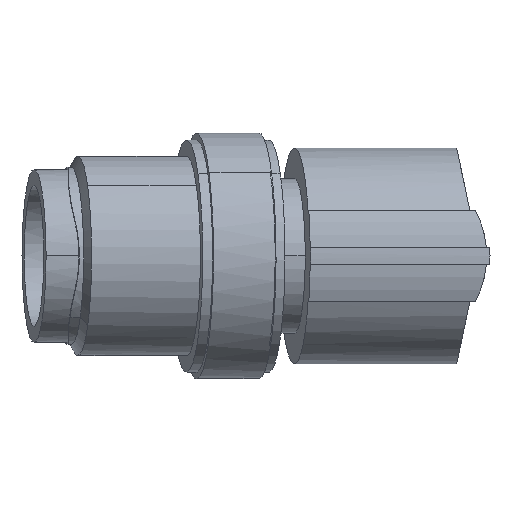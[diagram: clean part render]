
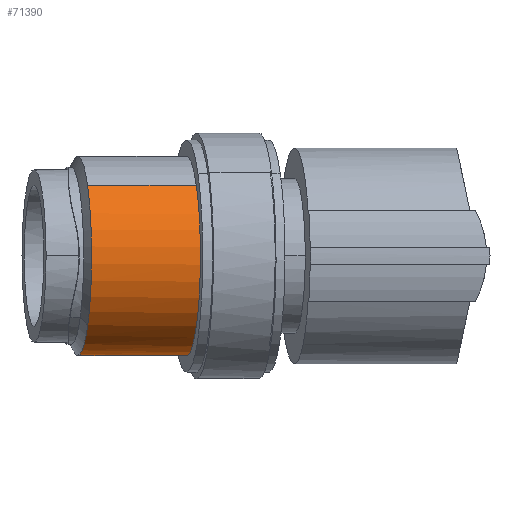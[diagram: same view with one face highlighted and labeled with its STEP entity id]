
A CAD part, left-side view. The second image highlights one B-rep face of the part: STEP entity #71390.
In plain terms, the highlighted cylindrical face has radius 6 mm (diameter 12 mm), a partial arc.
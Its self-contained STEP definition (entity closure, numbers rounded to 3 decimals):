
#57120=CARTESIAN_POINT('',(0.,12.16,
-28.452));
#57130=DIRECTION('',(0.,-0.99,
0.139));
#57140=DIRECTION('',(-0.707,-0.098,
-0.7));
#57150=AXIS2_PLACEMENT_3D('',#57120,#57130,#57140);
#57160=CIRCLE('',#57150,6.);
#57170=CARTESIAN_POINT('',(-4.243,11.569,
-32.654));
#57180=VERTEX_POINT('',#57170);
#57190=CARTESIAN_POINT('',(4.243,12.75,
-24.251));
#57200=VERTEX_POINT('',#57190);
#57210=EDGE_CURVE('',#57180,#57200,#57160,.T.);
#57510=CARTESIAN_POINT('',(-4.243,10.274,
-32.472));
#57520=DIRECTION('',(0.,-0.99,
0.139));
#57530=VECTOR('',#57520,1.);
#57540=LINE('',#57510,#57530);
#57550=CARTESIAN_POINT('',(-4.243,18.113,
-33.573));
#57560=VERTEX_POINT('',#57550);
#57570=EDGE_CURVE('',#57560,#57180,#57540,.T.);
#57590=CARTESIAN_POINT('',(0.,18.703,
-29.372));
#57600=DIRECTION('',(0.,-0.99,
0.139));
#57610=DIRECTION('',(-0.707,-0.098,
-0.7));
#57620=AXIS2_PLACEMENT_3D('',#57590,#57600,#57610);
#57630=CIRCLE('',#57620,6.);
#57680=CARTESIAN_POINT('',(4.243,19.294,
-25.17));
#57690=VERTEX_POINT('',#57680);
#57720=CARTESIAN_POINT('',(4.243,11.455,
-24.069));
#57730=DIRECTION('',(0.,-0.99,
0.139));
#57740=VECTOR('',#57730,1.);
#57750=LINE('',#57720,#57740);
#57760=EDGE_CURVE('',#57690,#57200,#57750,.T.);
#57940=CARTESIAN_POINT('',(4.168,18.102,
-33.646));
#57950=VERTEX_POINT('',#57940);
#57960=EDGE_CURVE('',#57560,#57950,#57630,.T.);
#69360=EDGE_CURVE('',#57950,#57690,#57630,.T.);
#71270=CARTESIAN_POINT('',(0.,10.865,
-28.27));
#71280=DIRECTION('',(0.,-0.99,
0.139));
#71290=DIRECTION('',(-0.707,-0.098,
-0.7));
#71300=AXIS2_PLACEMENT_3D('',#71270,#71280,#71290);
#71310=CYLINDRICAL_SURFACE('',#71300,6.);
#71320=ORIENTED_EDGE('',*,*,#57210,.F.);
#71330=ORIENTED_EDGE('',*,*,#57760,.T.);
#71340=ORIENTED_EDGE('',*,*,#69360,.T.);
#71350=ORIENTED_EDGE('',*,*,#57960,.T.);
#71360=ORIENTED_EDGE('',*,*,#57570,.F.);
#71370=EDGE_LOOP('',(#71360,#71350,#71340,#71330,#71320));
#71380=FACE_OUTER_BOUND('',#71370,.T.);
#71390=ADVANCED_FACE('',(#71380),#71310,.T.);
